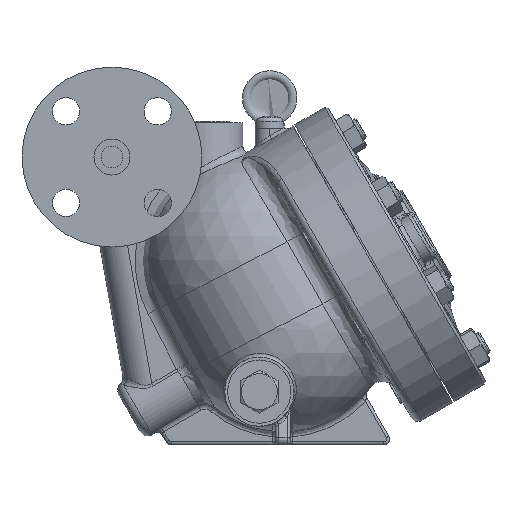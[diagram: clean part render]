
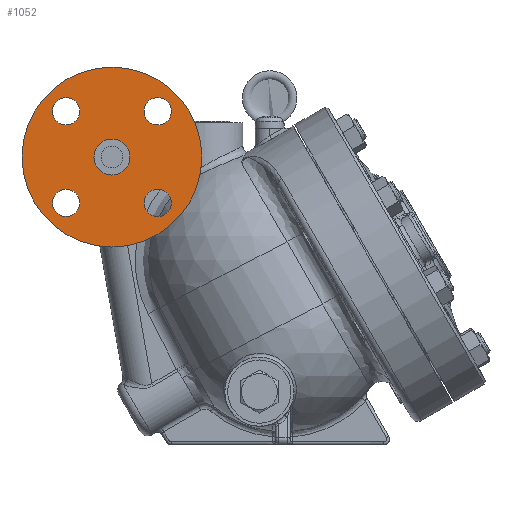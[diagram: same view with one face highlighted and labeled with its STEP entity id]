
A CAD part, front view. The second image highlights one B-rep face of the part: STEP entity #1052.
In plain terms, the highlighted planar face has unit normal (0, -1, 0).
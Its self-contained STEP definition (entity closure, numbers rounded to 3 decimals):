
#712=CARTESIAN_POINT('',(-65.,-175.,62.5));
#713=VERTEX_POINT('',#712);
#714=CARTESIAN_POINT('',(-65.,-175.,0.));
#715=DIRECTION('',(0.0,1.0,0.0));
#716=DIRECTION('',(0.0,0.0,1.0));
#717=AXIS2_PLACEMENT_3D('',#714,#715,#716);
#718=CIRCLE('',#717,62.5);
#719=EDGE_CURVE('',#713,#713,#718,.T.);
#826=CARTESIAN_POINT('',(-96.82,-175.0,-22.32));
#827=VERTEX_POINT('',#826);
#828=CARTESIAN_POINT('',(-96.82,-175.0,-31.82));
#829=DIRECTION('',(0.0,1.0,0.0));
#830=DIRECTION('',(0.0,0.0,1.0));
#831=AXIS2_PLACEMENT_3D('',#828,#829,#830);
#832=CIRCLE('',#831,9.5);
#833=EDGE_CURVE('',#827,#827,#832,.T.);
#867=CARTESIAN_POINT('',(-42.68,-175.0,-31.82));
#868=VERTEX_POINT('',#867);
#869=CARTESIAN_POINT('',(-33.18,-175.0,-31.82));
#870=DIRECTION('',(0.0,1.0,0.0));
#871=DIRECTION('',(-1.0,0.0,0.0));
#872=AXIS2_PLACEMENT_3D('',#869,#870,#871);
#873=CIRCLE('',#872,9.5);
#874=EDGE_CURVE('',#868,#868,#873,.T.);
#908=CARTESIAN_POINT('',(-33.18,-175.0,22.32));
#909=VERTEX_POINT('',#908);
#910=CARTESIAN_POINT('',(-33.18,-175.0,31.82));
#911=DIRECTION('',(0.0,1.0,0.0));
#912=DIRECTION('',(0.0,0.0,-1.0));
#913=AXIS2_PLACEMENT_3D('',#910,#911,#912);
#914=CIRCLE('',#913,9.5);
#915=EDGE_CURVE('',#909,#909,#914,.T.);
#949=CARTESIAN_POINT('',(-87.32,-175.0,31.82));
#950=VERTEX_POINT('',#949);
#951=CARTESIAN_POINT('',(-96.82,-175.0,31.82));
#952=DIRECTION('',(0.0,1.0,0.0));
#953=DIRECTION('',(1.0,0.0,0.0));
#954=AXIS2_PLACEMENT_3D('',#951,#952,#953);
#955=CIRCLE('',#954,9.5);
#956=EDGE_CURVE('',#950,#950,#955,.T.);
#1014=CARTESIAN_POINT('',(-65.,-175.0,12.5));
#1015=VERTEX_POINT('',#1014);
#1016=CARTESIAN_POINT('',(-65.,-175.0,0.));
#1017=DIRECTION('',(0.0,1.0,0.0));
#1018=DIRECTION('',(0.0,0.0,1.0));
#1019=AXIS2_PLACEMENT_3D('',#1016,#1017,#1018);
#1020=CIRCLE('',#1019,12.5);
#1021=EDGE_CURVE('',#1015,#1015,#1020,.T.);
#1029=CARTESIAN_POINT('',(-65.,-175.0,37.5));
#1030=DIRECTION('',(0.0,-1.0,0.0));
#1031=DIRECTION('',(0.0,0.0,-1.0));
#1032=AXIS2_PLACEMENT_3D('',#1029,#1030,#1031);
#1033=PLANE('',#1032);
#1034=ORIENTED_EDGE('',*,*,#719,.F.);
#1035=EDGE_LOOP('',(#1034));
#1036=FACE_OUTER_BOUND('',#1035,.T.);
#1037=ORIENTED_EDGE('',*,*,#833,.T.);
#1038=EDGE_LOOP('',(#1037));
#1039=FACE_BOUND('',#1038,.T.);
#1040=ORIENTED_EDGE('',*,*,#874,.T.);
#1041=EDGE_LOOP('',(#1040));
#1042=FACE_BOUND('',#1041,.T.);
#1043=ORIENTED_EDGE('',*,*,#915,.T.);
#1044=EDGE_LOOP('',(#1043));
#1045=FACE_BOUND('',#1044,.T.);
#1046=ORIENTED_EDGE('',*,*,#956,.T.);
#1047=EDGE_LOOP('',(#1046));
#1048=FACE_BOUND('',#1047,.T.);
#1049=ORIENTED_EDGE('',*,*,#1021,.T.);
#1050=EDGE_LOOP('',(#1049));
#1051=FACE_BOUND('',#1050,.T.);
#1052=ADVANCED_FACE('',(#1036,#1039,#1042,#1045,#1048,#1051),#1033,.T.);
